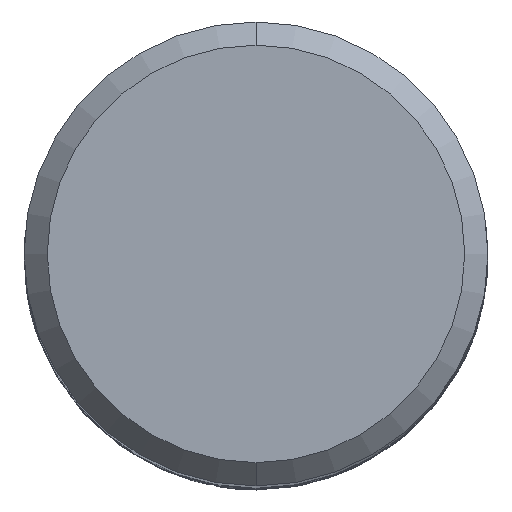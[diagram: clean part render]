
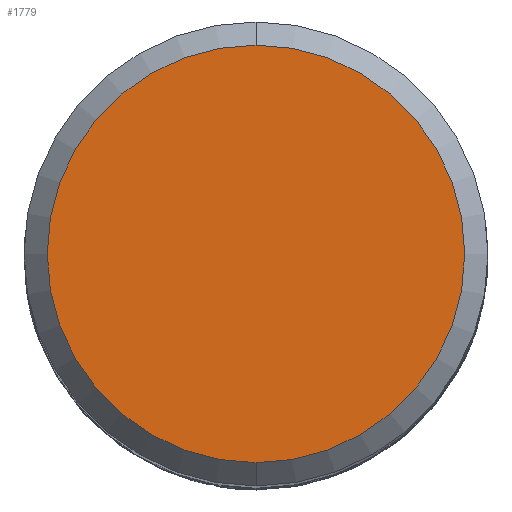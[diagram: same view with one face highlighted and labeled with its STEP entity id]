
A CAD part, top view. The second image highlights one B-rep face of the part: STEP entity #1779.
In plain terms, the highlighted planar face has unit normal (0, 0, 1).
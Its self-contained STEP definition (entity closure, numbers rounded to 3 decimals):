
#1289=EDGE_CURVE('',#1395,#1853,#2716,.T.);
#1331=EDGE_CURVE('',#1853,#1395,#2759,.T.);
#1395=VERTEX_POINT('',#2830);
#1779=ADVANCED_FACE('',(#3249),#3250,.T.);
#1853=VERTEX_POINT('',#3333);
#2716=CIRCLE('',#11175,9.0);
#2759=CIRCLE('',#11478,9.0);
#2830=CARTESIAN_POINT('',(0.,-9.0,0.0));
#3249=FACE_OUTER_BOUND('',#16885,.T.);
#3250=PLANE('',#16886);
#3333=CARTESIAN_POINT('',(0.0,9.0,0.0));
#11175=AXIS2_PLACEMENT_3D('',#22083,#22084,#22085);
#11478=AXIS2_PLACEMENT_3D('',#22116,#22117,#22118);
#16885=EDGE_LOOP('',(#22624,#22625));
#16886=AXIS2_PLACEMENT_3D('',#22626,#22627,#22628);
#22083=CARTESIAN_POINT('',(0.0,0.0,0.0));
#22084=DIRECTION('',(0.0,0.0,-1.0));
#22085=DIRECTION('',(0.0,1.0,0.0));
#22116=CARTESIAN_POINT('',(0.0,0.0,0.0));
#22117=DIRECTION('',(0.0,0.0,-1.0));
#22118=DIRECTION('',(0.0,1.0,0.0));
#22624=ORIENTED_EDGE('',*,*,#1331,.F.);
#22625=ORIENTED_EDGE('',*,*,#1289,.F.);
#22626=CARTESIAN_POINT('',(0.0,4.5,0.0));
#22627=DIRECTION('',(-0.0,0.0,1.0));
#22628=DIRECTION('',(0.0,-1.0,0.0));
